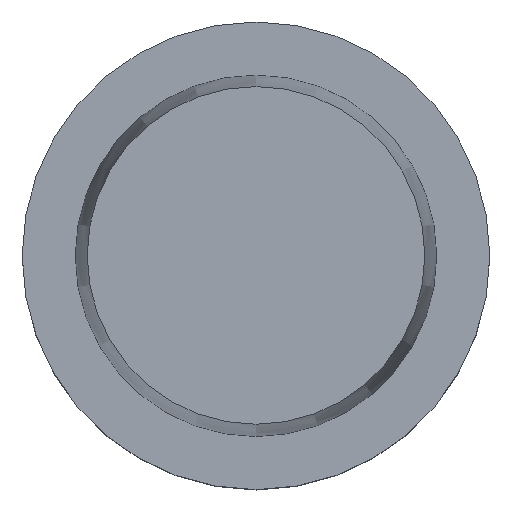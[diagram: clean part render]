
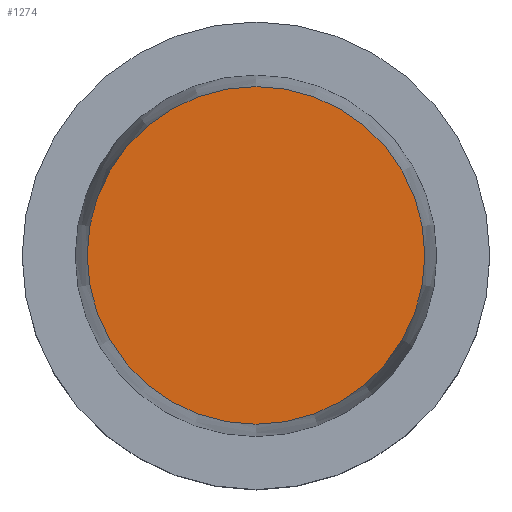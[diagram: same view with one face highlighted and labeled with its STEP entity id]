
A CAD part, top view. The second image highlights one B-rep face of the part: STEP entity #1274.
In plain terms, the highlighted planar face has unit normal (0, 0, 1).
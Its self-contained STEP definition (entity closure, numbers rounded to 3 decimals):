
#429=PLANE('',#7405);
#1274=ADVANCED_FACE('',(#1736),#429,.F.);
#1736=FACE_OUTER_BOUND('',#2112,.T.);
#2112=EDGE_LOOP('',(#3396));
#2974=CIRCLE('',#7404,22.722);
#3396=ORIENTED_EDGE('',*,*,#6085,.F.);
#5346=VERTEX_POINT('',#11332);
#6085=EDGE_CURVE('',#5346,#5346,#2974,.T.);
#7404=AXIS2_PLACEMENT_3D('',#11331,#8352,#8353);
#7405=AXIS2_PLACEMENT_3D('',#11333,#8354,#8355);
#8352=DIRECTION('',(0.,0.,-1.));
#8353=DIRECTION('',(0.,-1.,0.));
#8354=DIRECTION('',(0.,0.,-1.));
#8355=DIRECTION('',(0.,-1.,0.));
#11331=CARTESIAN_POINT('',(0.,0.,31.9));
#11332=CARTESIAN_POINT('',(0.,-22.722,31.9));
#11333=CARTESIAN_POINT('',(0.,0.,31.9));
